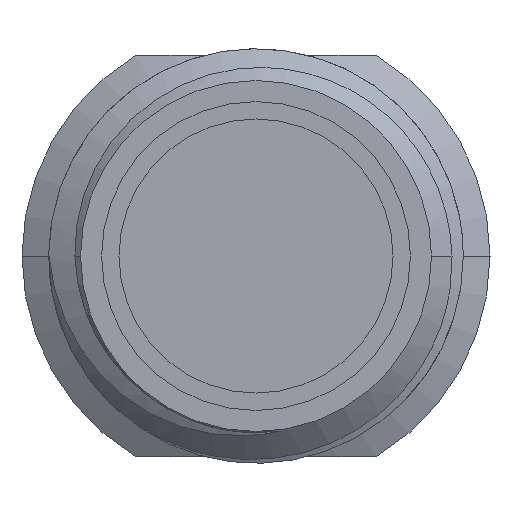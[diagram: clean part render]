
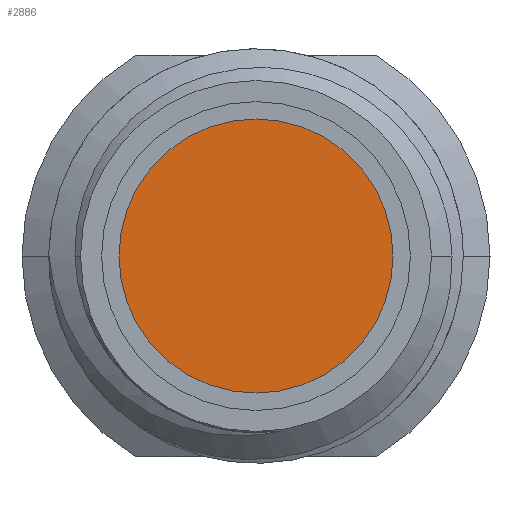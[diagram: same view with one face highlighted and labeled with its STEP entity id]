
A CAD part, left-side view. The second image highlights one B-rep face of the part: STEP entity #2886.
In plain terms, the highlighted planar face has unit normal (-1, 0, 0).
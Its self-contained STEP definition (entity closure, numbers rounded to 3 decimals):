
#176 = CARTESIAN_POINT ( 'NONE',  ( 2.05, 0., 0. ) ) ;
#246 = DIRECTION ( 'NONE',  ( -1., 0., 0. ) ) ;
#730 = CARTESIAN_POINT ( 'NONE',  ( 2.05, 0., 0. ) ) ;
#787 = AXIS2_PLACEMENT_3D ( 'NONE', #3659, #4167, #4198 ) ;
#1183 = AXIS2_PLACEMENT_3D ( 'NONE', #176, #3909, #2471 ) ;
#1192 = DIRECTION ( 'NONE',  ( 0., 0., 1. ) ) ;
#1219 = PLANE ( 'NONE',  #4173 ) ;
#1264 = VERTEX_POINT ( 'NONE', #2864 ) ;
#1372 = EDGE_CURVE ( 'NONE', #1945, #1264, #3765, .T. ) ;
#1463 = EDGE_LOOP ( 'NONE', ( #5472, #5862 ) ) ;
#1845 = CIRCLE ( 'NONE', #787, 2.05 ) ;
#1945 = VERTEX_POINT ( 'NONE', #5383 ) ;
#2418 = FACE_OUTER_BOUND ( 'NONE', #1463, .T. ) ;
#2471 = DIRECTION ( 'NONE',  ( 0., 1., 0. ) ) ;
#2864 = CARTESIAN_POINT ( 'NONE',  ( 2.05, 2.05, 0. ) ) ;
#2886 = ADVANCED_FACE ( 'NONE', ( #2418 ), #1219, .T. ) ;
#3659 = CARTESIAN_POINT ( 'NONE',  ( 2.05, 0., 0. ) ) ;
#3765 = CIRCLE ( 'NONE', #1183, 2.05 ) ;
#3909 = DIRECTION ( 'NONE',  ( 1., 0., 0. ) ) ;
#4167 = DIRECTION ( 'NONE',  ( 1., 0., 0. ) ) ;
#4173 = AXIS2_PLACEMENT_3D ( 'NONE', #730, #246, #1192 ) ;
#4198 = DIRECTION ( 'NONE',  ( 0., 1., 0. ) ) ;
#5353 = EDGE_CURVE ( 'NONE', #1264, #1945, #1845, .T. ) ;
#5383 = CARTESIAN_POINT ( 'NONE',  ( 2.05, -2.05, 0. ) ) ;
#5472 = ORIENTED_EDGE ( 'NONE', *, *, #5353, .F. ) ;
#5862 = ORIENTED_EDGE ( 'NONE', *, *, #1372, .F. ) ;
